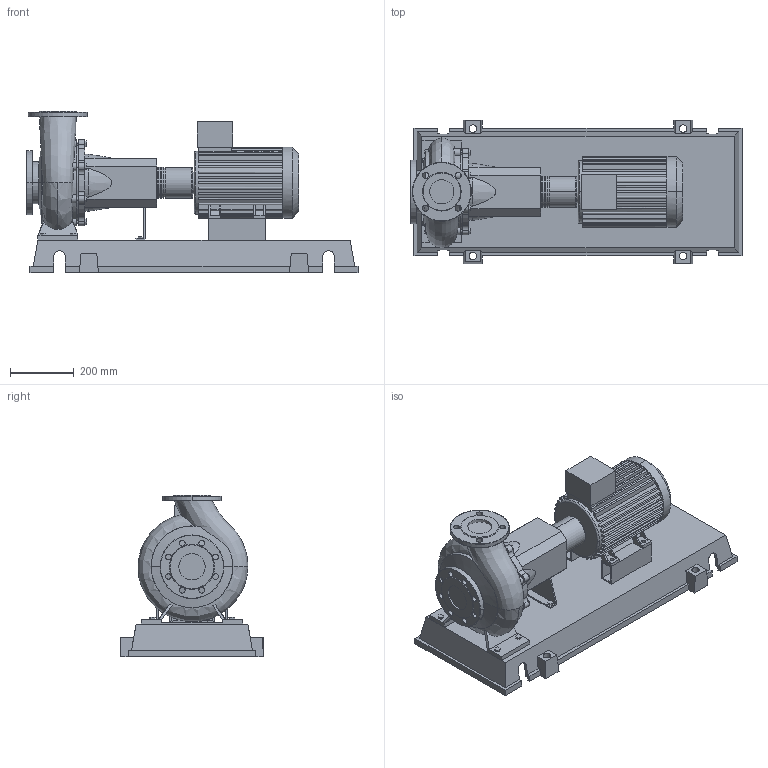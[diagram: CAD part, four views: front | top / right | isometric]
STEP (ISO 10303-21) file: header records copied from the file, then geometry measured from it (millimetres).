
FILE_DESCRIPTION((''),'2;1');
FILE_NAME('3d_NL65_200-4-4-05-4109176.stp','2015-03-03T07:48:05',(''),(''),'Mechanical Desktop 2009','Mechanical Desktop 2009',', , ');
FILE_SCHEMA(('CONFIG_CONTROL_DESIGN'));
Length unit declared in the file: millimetre
Products named in the file (1): Product
Bounding box: 1042.5 x 450 x 508 mm (x, y, z)
Volume: 37820638.6 mm3; surface area: 2895710.6 mm2
Topology: 13 solids, 13 shells, 827 faces, 2212 edges, 1455 vertices
Faces by surface type: plane 429, cylinder 197, bspline 179, cone 12, torus 10
Entity records: 29696 total; most frequent: CARTESIAN_POINT 9001, ORIENTED_EDGE 4426, DIRECTION 4073, EDGE_CURVE 2213, VERTEX_POINT 1454, VECTOR 1427, LINE 1427, AXIS2_PLACEMENT_3D 1323
